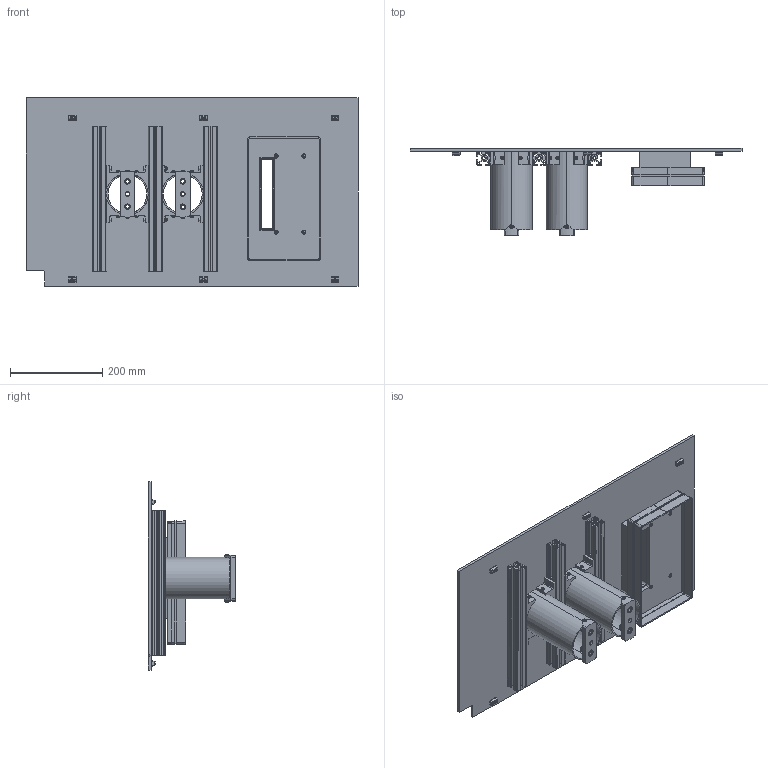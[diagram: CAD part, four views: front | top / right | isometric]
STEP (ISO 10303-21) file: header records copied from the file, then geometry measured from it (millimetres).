
FILE_DESCRIPTION (( 'STEP AP214' ), '1' );
FILE_NAME ('OA-Y40-A01-01.STEP', '2018-10-14T12:31:21', ( '' ), ( '' ), 'SwSTEP 2.0', 'SolidWorks 2014', '' );
FILE_SCHEMA (( 'AUTOMOTIVE_DESIGN' ));
Length unit declared in the file: millimetre
Products named in the file (19): OA-Y40-P11-00; DIN 0985 M4; LM8UU; DIN 0963 M4x12; DIN 0912 M3x10; DIN 0934 M8; HFS6-3030-315; OA-Y40-P10-00; OA-Y40-P06-00; OA-Y40-P08-00; DIN 0125-1A M3; OA-Y40-A01-01; DIN 0125-1A M4; OA-Y40-P09-00; HNTAP6-4; OA-Y40-P07-00; OA-Y40-A02-00; OA-Y40-P12-00; DIN 0912 M4x12
Assembly tree (74 placements, depth 3):
  OA-Y40-A01-01
    OA-Y40-P06-00
    OA-Y40-P07-00
    OA-Y40-P08-00
    HFS6-3030-315  x3
    DIN 0963 M4x12  x20
    HNTAP6-4  x12
    OA-Y40-A02-00  x2
      OA-Y40-P09-00
      OA-Y40-P10-00
      OA-Y40-P11-00
      DIN 0934 M8
      LM8UU
      DIN 0985 M4
      DIN 0912 M4x12
      DIN 0125-1A M4
      HNTAP6-4
      DIN 0125-1A M3
      DIN 0912 M3x10
    OA-Y40-P12-00
Bounding box: 720 x 189 x 409 mm (x, y, z)
Volume: 3082143.4 mm3; surface area: 1375531.2 mm2
Topology: 105 solids, 105 shells, 2637 faces, 6781 edges, 4410 vertices
Faces by surface type: plane 1420, cylinder 961, cone 208, torus 48
Entity records: 22139 total; most frequent: CARTESIAN_POINT 4576, DIRECTION 3255, ORIENTED_EDGE 3068, EDGE_CURVE 1534, AXIS2_PLACEMENT_3D 1194, VERTEX_POINT 991, VECTOR 867, LINE 867
